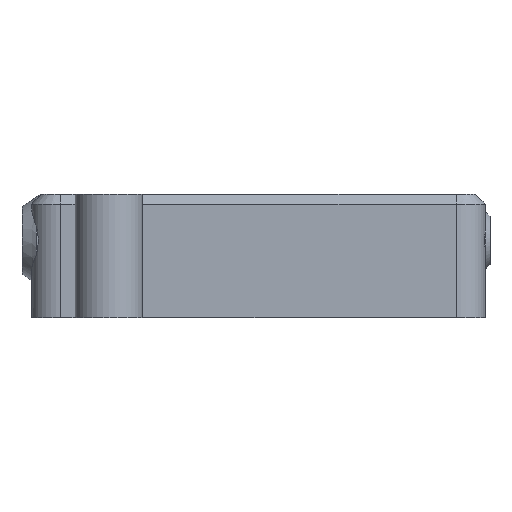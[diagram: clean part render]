
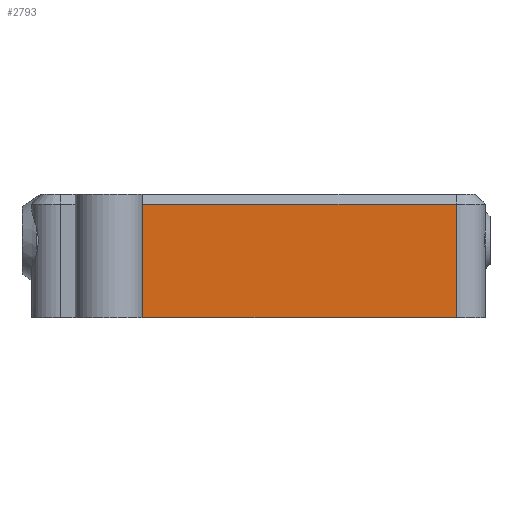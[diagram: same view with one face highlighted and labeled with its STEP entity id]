
A CAD part, left-side view. The second image highlights one B-rep face of the part: STEP entity #2793.
In plain terms, the highlighted planar face has unit normal (-1, 0, 0).
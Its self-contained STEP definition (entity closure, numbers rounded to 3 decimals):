
#223=FACE_OUTER_BOUND('',#380,.T.);
#380=EDGE_LOOP('',(#1896,#1897,#1898,#1899,#1900));
#551=LINE('',#4043,#853);
#577=LINE('',#4113,#879);
#580=LINE('',#4120,#882);
#581=LINE('',#4122,#883);
#582=LINE('',#4123,#884);
#853=VECTOR('',#3215,10.);
#879=VECTOR('',#3267,10.);
#882=VECTOR('',#3274,10.);
#883=VECTOR('',#3275,10.);
#884=VECTOR('',#3276,10.);
#1155=VERTEX_POINT('',#4041);
#1156=VERTEX_POINT('',#4042);
#1187=VERTEX_POINT('',#4111);
#1189=VERTEX_POINT('',#4119);
#1190=VERTEX_POINT('',#4121);
#1432=EDGE_CURVE('',#1155,#1156,#551,.T.);
#1467=EDGE_CURVE('',#1187,#1156,#577,.T.);
#1470=EDGE_CURVE('',#1189,#1187,#580,.T.);
#1471=EDGE_CURVE('',#1190,#1189,#581,.T.);
#1472=EDGE_CURVE('',#1155,#1190,#582,.T.);
#1896=ORIENTED_EDGE('',*,*,#1432,.T.);
#1897=ORIENTED_EDGE('',*,*,#1467,.F.);
#1898=ORIENTED_EDGE('',*,*,#1470,.F.);
#1899=ORIENTED_EDGE('',*,*,#1471,.F.);
#1900=ORIENTED_EDGE('',*,*,#1472,.F.);
#2690=PLANE('',#2961);
#2793=ADVANCED_FACE('',(#223),#2690,.T.);
#2961=AXIS2_PLACEMENT_3D('',#4118,#3272,#3273);
#3215=DIRECTION('',(0.,0.,-1.));
#3267=DIRECTION('',(0.,1.,0.));
#3272=DIRECTION('center_axis',(-1.,0.,0.));
#3273=DIRECTION('ref_axis',(0.,-1.,0.));
#3274=DIRECTION('',(0.,1.,0.));
#3275=DIRECTION('',(0.,0.,-1.));
#3276=DIRECTION('',(0.,-1.,0.));
#4041=CARTESIAN_POINT('',(-3.,21.502,-0.375));
#4042=CARTESIAN_POINT('',(-3.,21.502,-12.125));
#4043=CARTESIAN_POINT('',(-3.,21.502,-10.));
#4111=CARTESIAN_POINT('',(-3.,6.009,-12.125));
#4113=CARTESIAN_POINT('',(-3.,19.753,-12.125));
#4118=CARTESIAN_POINT('Origin',(-3.,31.003,-7.875));
#4119=CARTESIAN_POINT('',(-3.,-10.997,-12.125));
#4120=CARTESIAN_POINT('',(-3.,19.753,-12.125));
#4121=CARTESIAN_POINT('',(-3.,-10.997,-0.375));
#4122=CARTESIAN_POINT('',(-3.,-10.997,-3.875));
#4123=CARTESIAN_POINT('',(-3.,27.747,-0.375));
